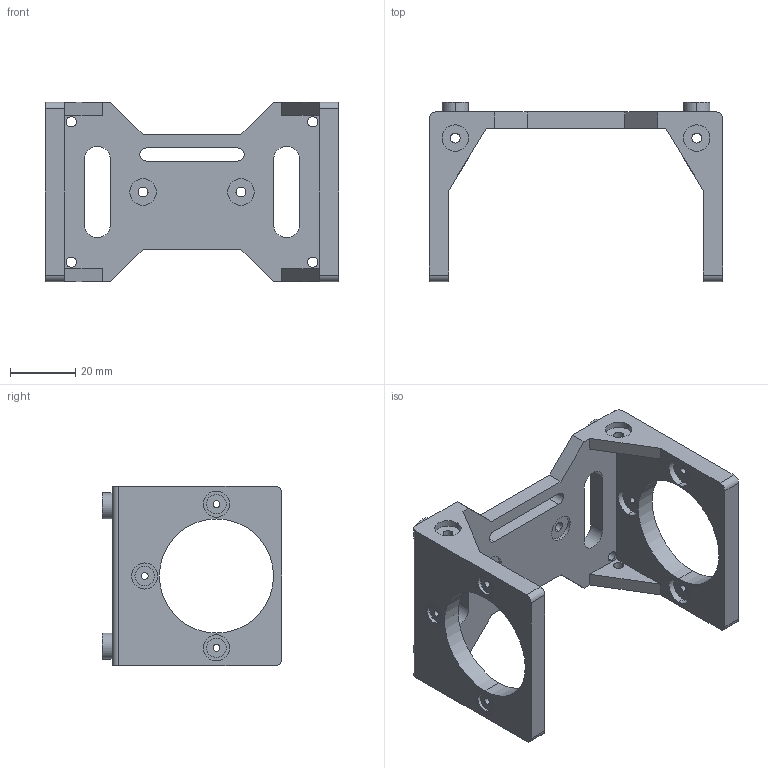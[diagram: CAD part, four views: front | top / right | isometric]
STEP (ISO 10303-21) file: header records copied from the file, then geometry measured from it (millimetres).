
FILE_DESCRIPTION (( 'STEP AP214' ), '1' );
FILE_NAME ('陬殤.STEP', '2024-03-28T04:58:59', ( '' ), ( '' ), 'SwSTEP 2.0', 'SolidWorks 2023', '' );
FILE_SCHEMA (( 'AUTOMOTIVE_DESIGN' ));
Length unit declared in the file: millimetre
Products named in the file (1): 车架
Bounding box: 90 x 55 x 55 mm (x, y, z)
Volume: 37868.3 mm3; surface area: 20706.6 mm2
Topology: 1 solids, 1 shells, 157 faces, 390 edges, 262 vertices
Faces by surface type: cylinder 98, plane 59
Entity records: 4881 total; most frequent: DIRECTION 908, CARTESIAN_POINT 810, ORIENTED_EDGE 780, EDGE_CURVE 390, AXIS2_PLACEMENT_3D 360, VERTEX_POINT 262, EDGE_LOOP 226, CIRCLE 202
